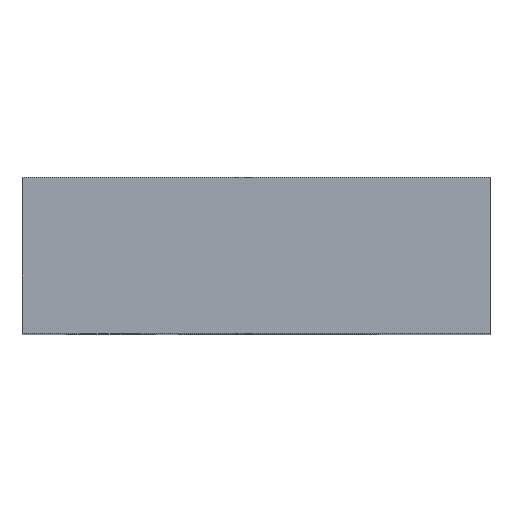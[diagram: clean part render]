
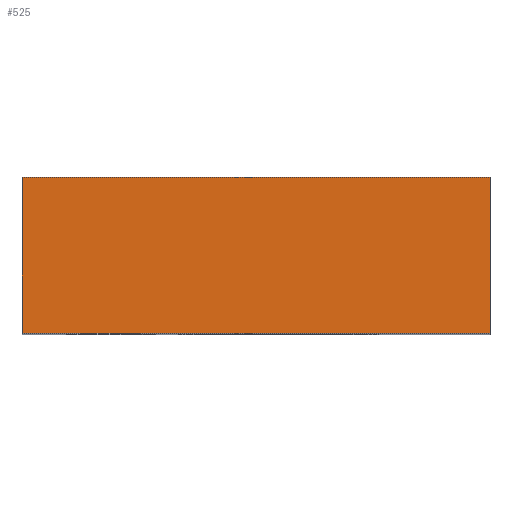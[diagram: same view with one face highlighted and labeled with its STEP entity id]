
A CAD part, top view. The second image highlights one B-rep face of the part: STEP entity #525.
In plain terms, the highlighted planar face has unit normal (0, 0, 1).
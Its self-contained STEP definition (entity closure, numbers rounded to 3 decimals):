
#31=PLANE('',#594);
#55=FACE_OUTER_BOUND('',#83,.T.);
#83=EDGE_LOOP('',(#429,#430,#431,#432));
#127=LINE('',#890,#178);
#136=LINE('',#910,#187);
#138=LINE('',#913,#189);
#139=LINE('',#914,#190);
#178=VECTOR('',#702,15.);
#187=VECTOR('',#717,15.);
#189=VECTOR('',#721,15.);
#190=VECTOR('',#722,15.);
#259=VERTEX_POINT('',#887);
#260=VERTEX_POINT('',#889);
#267=VERTEX_POINT('',#907);
#268=VERTEX_POINT('',#909);
#321=EDGE_CURVE('',#259,#260,#127,.T.);
#331=EDGE_CURVE('',#268,#267,#136,.T.);
#333=EDGE_CURVE('',#259,#268,#138,.T.);
#334=EDGE_CURVE('',#260,#267,#139,.T.);
#429=ORIENTED_EDGE('',*,*,#333,.T.);
#430=ORIENTED_EDGE('',*,*,#331,.T.);
#431=ORIENTED_EDGE('',*,*,#334,.F.);
#432=ORIENTED_EDGE('',*,*,#321,.F.);
#525=ADVANCED_FACE('',(#55),#31,.T.);
#594=AXIS2_PLACEMENT_3D('',#912,#719,#720);
#702=DIRECTION('',(0.,1.,0.));
#717=DIRECTION('',(0.,1.,0.));
#719=DIRECTION('center_axis',(0.,0.,1.));
#720=DIRECTION('ref_axis',(1.,0.,0.));
#721=DIRECTION('',(1.,0.,0.));
#722=DIRECTION('',(1.,0.,0.));
#887=CARTESIAN_POINT('',(-1.03,-6.75,10.813));
#889=CARTESIAN_POINT('',(-1.03,-1.5,10.813));
#890=CARTESIAN_POINT('',(-1.03,-6.75,10.813));
#907=CARTESIAN_POINT('',(14.72,-1.5,10.813));
#909=CARTESIAN_POINT('',(14.72,-6.75,10.813));
#910=CARTESIAN_POINT('',(14.72,-6.75,10.813));
#912=CARTESIAN_POINT('Origin',(0.47,-6.75,10.813));
#913=CARTESIAN_POINT('',(-1.664,-6.75,10.813));
#914=CARTESIAN_POINT('',(14.72,-1.5,10.813));
